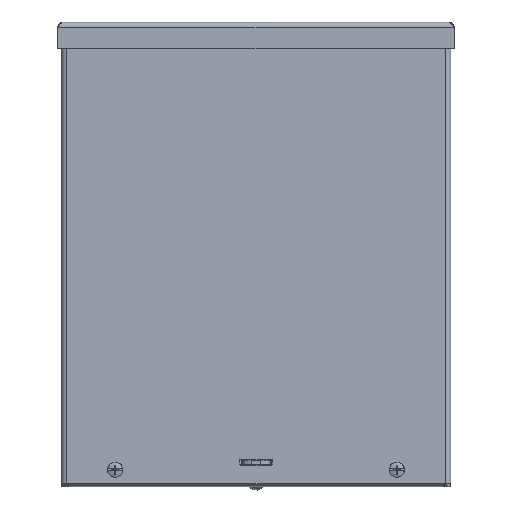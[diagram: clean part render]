
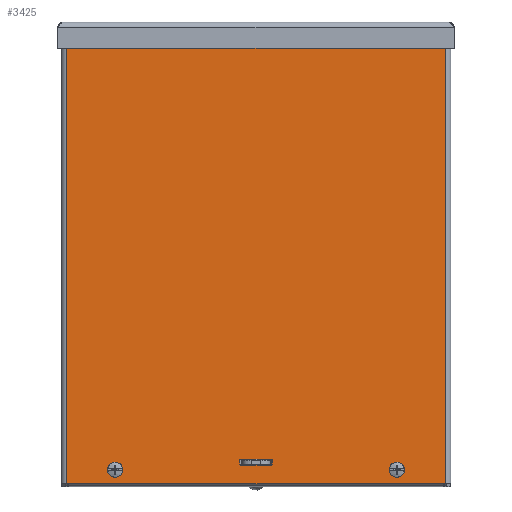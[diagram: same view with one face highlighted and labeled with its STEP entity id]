
A CAD part, top view. The second image highlights one B-rep face of the part: STEP entity #3425.
In plain terms, the highlighted planar face has unit normal (0, 0, 1).
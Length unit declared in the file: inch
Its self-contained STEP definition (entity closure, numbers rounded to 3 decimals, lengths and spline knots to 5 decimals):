
#121 = CARTESIAN_POINT ( 'NONE',  ( 3.65625, 5.59375, 2.19362 ) ) ;
#151 = LINE ( 'NONE', #4527, #2929 ) ;
#284 = EDGE_CURVE ( 'NONE', #1670, #1670, #15012, .T. ) ;
#299 = CARTESIAN_POINT ( 'NONE',  ( 0.42187, -5.32112, 2.19362 ) ) ;
#328 = EDGE_CURVE ( 'NONE', #8060, #16874, #2643, .T. ) ;
#336 = FACE_BOUND ( 'NONE', #15533, .T. ) ;
#513 = ORIENTED_EDGE ( 'NONE', *, *, #9650, .T. ) ;
#897 = CARTESIAN_POINT ( 'NONE',  ( -0.42188, -5.32112, 2.19362 ) ) ;
#1104 = PLANE ( 'NONE',  #2581 ) ;
#1137 = DIRECTION ( 'NONE',  ( 1., 0., 0. ) ) ;
#1562 = EDGE_CURVE ( 'NONE', #10364, #10364, #11495, .T. ) ;
#1670 = VERTEX_POINT ( 'NONE', #6533 ) ;
#1691 = CIRCLE ( 'NONE', #6830, 0.125 ) ;
#1745 = DIRECTION ( 'NONE',  ( 0., 1., 0. ) ) ;
#2175 = CARTESIAN_POINT ( 'NONE',  ( -4.90625, -5.92187, 2.19362 ) ) ;
#2409 = CARTESIAN_POINT ( 'NONE',  ( -3.53125, -5.5625, 2.19362 ) ) ;
#2418 = LINE ( 'NONE', #14460, #3470 ) ;
#2526 = ORIENTED_EDGE ( 'NONE', *, *, #17714, .T. ) ;
#2581 = AXIS2_PLACEMENT_3D ( 'NONE', #16764, #16714, #12599 ) ;
#2640 = CARTESIAN_POINT ( 'NONE',  ( -0.42188, -5.41487, 2.19362 ) ) ;
#2643 = CIRCLE ( 'NONE', #8604, 0.03125 ) ;
#2754 = LINE ( 'NONE', #10308, #16202 ) ;
#2892 = ORIENTED_EDGE ( 'NONE', *, *, #7553, .T. ) ;
#2929 = VECTOR ( 'NONE', #8791, 39.37008 ) ;
#3169 = ORIENTED_EDGE ( 'NONE', *, *, #4327, .T. ) ;
#3228 = CARTESIAN_POINT ( 'NONE',  ( -0.21094, -5.28988, 2.19362 ) ) ;
#3298 = CARTESIAN_POINT ( 'NONE',  ( -3.53125, 5.59375, 2.19362 ) ) ;
#3425 = ADVANCED_FACE ( 'NONE', ( #6324, #15697, #336, #6766, #14625, #4608 ), #1104, .F. ) ;
#3470 = VECTOR ( 'NONE', #6059, 39.37008 ) ;
#3556 = ORIENTED_EDGE ( 'NONE', *, *, #1562, .T. ) ;
#3594 = CARTESIAN_POINT ( 'NONE',  ( -4.90625, 2.98438, 2.19362 ) ) ;
#3701 = CARTESIAN_POINT ( 'NONE',  ( 4.90625, 5.95313, 2.19362 ) ) ;
#3757 = ORIENTED_EDGE ( 'NONE', *, *, #9567, .T. ) ;
#3778 = VECTOR ( 'NONE', #1745, 39.37008 ) ;
#3806 = AXIS2_PLACEMENT_3D ( 'NONE', #4415, #14146, #4652 ) ;
#3811 = VERTEX_POINT ( 'NONE', #6752 ) ;
#3876 = DIRECTION ( 'NONE',  ( 0., 0., 1. ) ) ;
#4155 = CARTESIAN_POINT ( 'NONE',  ( 3.78125, -5.5625, 2.19362 ) ) ;
#4316 = DIRECTION ( 'NONE',  ( 0., 0., -1. ) ) ;
#4327 = EDGE_CURVE ( 'NONE', #5701, #4746, #151, .T. ) ;
#4415 = CARTESIAN_POINT ( 'NONE',  ( 0.39063, -5.41488, 2.19362 ) ) ;
#4506 = DIRECTION ( 'NONE',  ( 1., 0., 0. ) ) ;
#4527 = CARTESIAN_POINT ( 'NONE',  ( 5.059, 5.95313, 2.19362 ) ) ;
#4542 = LINE ( 'NONE', #12843, #8237 ) ;
#4608 = FACE_BOUND ( 'NONE', #13063, .T. ) ;
#4652 = DIRECTION ( 'NONE',  ( 0.707, -0.707, 0. ) ) ;
#4683 = DIRECTION ( 'NONE',  ( 0., 0., -1. ) ) ;
#4746 = VERTEX_POINT ( 'NONE', #8470 ) ;
#4837 = DIRECTION ( 'NONE',  ( 0., -1., 0. ) ) ;
#4938 = EDGE_CURVE ( 'NONE', #8060, #16870, #9839, .T. ) ;
#5462 = VERTEX_POINT ( 'NONE', #299 ) ;
#5541 = ORIENTED_EDGE ( 'NONE', *, *, #328, .F. ) ;
#5693 = ORIENTED_EDGE ( 'NONE', *, *, #284, .T. ) ;
#5701 = VERTEX_POINT ( 'NONE', #3701 ) ;
#5938 = CIRCLE ( 'NONE', #16457, 0.03125 ) ;
#5944 = EDGE_CURVE ( 'NONE', #10503, #5701, #4542, .T. ) ;
#6059 = DIRECTION ( 'NONE',  ( -1., 0., 0. ) ) ;
#6147 = VERTEX_POINT ( 'NONE', #3298 ) ;
#6212 = DIRECTION ( 'NONE',  ( 0., 0., -1. ) ) ;
#6282 = ORIENTED_EDGE ( 'NONE', *, *, #8443, .T. ) ;
#6324 = FACE_OUTER_BOUND ( 'NONE', #17439, .T. ) ;
#6468 = AXIS2_PLACEMENT_3D ( 'NONE', #121, #4316, #6986 ) ;
#6533 = CARTESIAN_POINT ( 'NONE',  ( 3.78125, 5.59375, 2.19362 ) ) ;
#6752 = CARTESIAN_POINT ( 'NONE',  ( 0.42187, -5.41487, 2.19362 ) ) ;
#6766 = FACE_BOUND ( 'NONE', #7492, .T. ) ;
#6830 = AXIS2_PLACEMENT_3D ( 'NONE', #7414, #11640, #15746 ) ;
#6986 = DIRECTION ( 'NONE',  ( 1., 0., 0. ) ) ;
#7233 = DIRECTION ( 'NONE',  ( -0.707, 0.707, 0. ) ) ;
#7414 = CARTESIAN_POINT ( 'NONE',  ( -3.65625, 5.59375, 2.19362 ) ) ;
#7446 = EDGE_LOOP ( 'NONE', ( #16393 ) ) ;
#7463 = LINE ( 'NONE', #16842, #3778 ) ;
#7492 = EDGE_LOOP ( 'NONE', ( #17411, #17263, #6282, #10539, #2892, #5541, #7699, #8672 ) ) ;
#7538 = CARTESIAN_POINT ( 'NONE',  ( -3.65625, -5.5625, 2.19362 ) ) ;
#7553 = EDGE_CURVE ( 'NONE', #13324, #16874, #7463, .T. ) ;
#7699 = ORIENTED_EDGE ( 'NONE', *, *, #4938, .T. ) ;
#7854 = AXIS2_PLACEMENT_3D ( 'NONE', #7538, #4683, #14405 ) ;
#8060 = VERTEX_POINT ( 'NONE', #11998 ) ;
#8237 = VECTOR ( 'NONE', #15748, 39.37008 ) ;
#8247 = AXIS2_PLACEMENT_3D ( 'NONE', #15169, #3876, #16370 ) ;
#8443 = EDGE_CURVE ( 'NONE', #12121, #11205, #2418, .T. ) ;
#8470 = CARTESIAN_POINT ( 'NONE',  ( -4.90625, 5.95313, 2.19362 ) ) ;
#8529 = CARTESIAN_POINT ( 'NONE',  ( -0.39063, -5.44612, 2.19362 ) ) ;
#8582 = CARTESIAN_POINT ( 'NONE',  ( -0.39063, -5.32113, 2.19362 ) ) ;
#8604 = AXIS2_PLACEMENT_3D ( 'NONE', #8582, #15560, #7233 ) ;
#8672 = ORIENTED_EDGE ( 'NONE', *, *, #12088, .F. ) ;
#8791 = DIRECTION ( 'NONE',  ( -1., 0., 0. ) ) ;
#8843 = LINE ( 'NONE', #14881, #15795 ) ;
#8924 = DIRECTION ( 'NONE',  ( 1., 0., 0. ) ) ;
#8958 = CARTESIAN_POINT ( 'NONE',  ( -0.39063, -5.41488, 2.19362 ) ) ;
#9567 = EDGE_CURVE ( 'NONE', #4746, #12904, #15819, .T. ) ;
#9650 = EDGE_CURVE ( 'NONE', #12904, #10503, #8843, .T. ) ;
#9839 = LINE ( 'NONE', #3228, #11602 ) ;
#9966 = EDGE_CURVE ( 'NONE', #15972, #15972, #16178, .T. ) ;
#10124 = DIRECTION ( 'NONE',  ( 0., -1., 0. ) ) ;
#10308 = CARTESIAN_POINT ( 'NONE',  ( 0.42188, -2.63713, 2.19362 ) ) ;
#10364 = VERTEX_POINT ( 'NONE', #2409 ) ;
#10503 = VERTEX_POINT ( 'NONE', #16663 ) ;
#10539 = ORIENTED_EDGE ( 'NONE', *, *, #12869, .F. ) ;
#10769 = CIRCLE ( 'NONE', #3806, 0.03125 ) ;
#11205 = VERTEX_POINT ( 'NONE', #8529 ) ;
#11259 = CARTESIAN_POINT ( 'NONE',  ( 0.39062, -5.44612, 2.19362 ) ) ;
#11495 = CIRCLE ( 'NONE', #7854, 0.125 ) ;
#11602 = VECTOR ( 'NONE', #4506, 39.37008 ) ;
#11615 = CARTESIAN_POINT ( 'NONE',  ( 3.65625, -5.5625, 2.19362 ) ) ;
#11640 = DIRECTION ( 'NONE',  ( 0., 0., -1. ) ) ;
#11770 = EDGE_LOOP ( 'NONE', ( #3556 ) ) ;
#11998 = CARTESIAN_POINT ( 'NONE',  ( -0.39063, -5.28987, 2.19362 ) ) ;
#12088 = EDGE_CURVE ( 'NONE', #5462, #16870, #17775, .T. ) ;
#12121 = VERTEX_POINT ( 'NONE', #11259 ) ;
#12598 = ORIENTED_EDGE ( 'NONE', *, *, #5944, .T. ) ;
#12599 = DIRECTION ( 'NONE',  ( 1., 0., 0. ) ) ;
#12843 = CARTESIAN_POINT ( 'NONE',  ( 4.90625, -2.95313, 2.19362 ) ) ;
#12869 = EDGE_CURVE ( 'NONE', #13324, #11205, #5938, .T. ) ;
#12904 = VERTEX_POINT ( 'NONE', #2175 ) ;
#13063 = EDGE_LOOP ( 'NONE', ( #5693 ) ) ;
#13324 = VERTEX_POINT ( 'NONE', #2640 ) ;
#14146 = DIRECTION ( 'NONE',  ( 0., 0., 1. ) ) ;
#14405 = DIRECTION ( 'NONE',  ( 1., 0., 0. ) ) ;
#14444 = CARTESIAN_POINT ( 'NONE',  ( 0.39062, -5.28987, 2.19362 ) ) ;
#14460 = CARTESIAN_POINT ( 'NONE',  ( 0.21094, -5.44613, 2.19362 ) ) ;
#14625 = FACE_BOUND ( 'NONE', #7446, .T. ) ;
#14881 = CARTESIAN_POINT ( 'NONE',  ( -5.059, -5.92188, 2.19362 ) ) ;
#15012 = CIRCLE ( 'NONE', #6468, 0.125 ) ;
#15157 = VECTOR ( 'NONE', #4837, 39.37008 ) ;
#15169 = CARTESIAN_POINT ( 'NONE',  ( 0.39063, -5.32113, 2.19362 ) ) ;
#15533 = EDGE_LOOP ( 'NONE', ( #2526 ) ) ;
#15560 = DIRECTION ( 'NONE',  ( 0., 0., 1. ) ) ;
#15697 = FACE_BOUND ( 'NONE', #11770, .T. ) ;
#15746 = DIRECTION ( 'NONE',  ( 1., 0., 0. ) ) ;
#15748 = DIRECTION ( 'NONE',  ( 0., 1., 0. ) ) ;
#15795 = VECTOR ( 'NONE', #1137, 39.37008 ) ;
#15819 = LINE ( 'NONE', #3594, #15157 ) ;
#15972 = VERTEX_POINT ( 'NONE', #4155 ) ;
#16178 = CIRCLE ( 'NONE', #17403, 0.125 ) ;
#16202 = VECTOR ( 'NONE', #10124, 39.37008 ) ;
#16228 = EDGE_CURVE ( 'NONE', #12121, #3811, #10769, .T. ) ;
#16370 = DIRECTION ( 'NONE',  ( 0.707, 0.707, 0. ) ) ;
#16393 = ORIENTED_EDGE ( 'NONE', *, *, #9966, .T. ) ;
#16457 = AXIS2_PLACEMENT_3D ( 'NONE', #8958, #17324, #17445 ) ;
#16663 = CARTESIAN_POINT ( 'NONE',  ( 4.90625, -5.92187, 2.19362 ) ) ;
#16714 = DIRECTION ( 'NONE',  ( 0., 0., -1. ) ) ;
#16764 = CARTESIAN_POINT ( 'NONE',  ( 0., 0.01562, 2.19362 ) ) ;
#16842 = CARTESIAN_POINT ( 'NONE',  ( -0.42188, -2.71525, 2.19362 ) ) ;
#16870 = VERTEX_POINT ( 'NONE', #14444 ) ;
#16874 = VERTEX_POINT ( 'NONE', #897 ) ;
#17263 = ORIENTED_EDGE ( 'NONE', *, *, #16228, .F. ) ;
#17324 = DIRECTION ( 'NONE',  ( 0., 0., 1. ) ) ;
#17403 = AXIS2_PLACEMENT_3D ( 'NONE', #11615, #6212, #8924 ) ;
#17411 = ORIENTED_EDGE ( 'NONE', *, *, #17743, .T. ) ;
#17439 = EDGE_LOOP ( 'NONE', ( #12598, #3169, #3757, #513 ) ) ;
#17445 = DIRECTION ( 'NONE',  ( -0.707, -0.707, 0. ) ) ;
#17714 = EDGE_CURVE ( 'NONE', #6147, #6147, #1691, .T. ) ;
#17743 = EDGE_CURVE ( 'NONE', #5462, #3811, #2754, .T. ) ;
#17775 = CIRCLE ( 'NONE', #8247, 0.03125 ) ;
